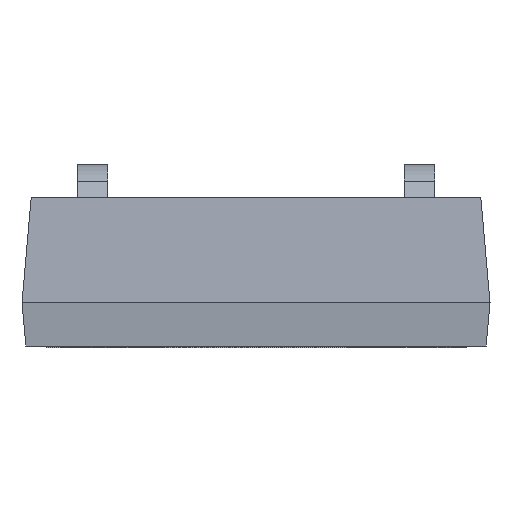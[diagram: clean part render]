
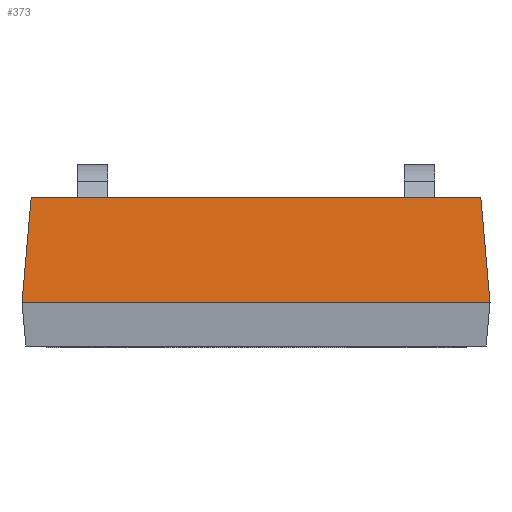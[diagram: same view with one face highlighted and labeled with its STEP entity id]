
A CAD part, left-side view. The second image highlights one B-rep face of the part: STEP entity #373.
In plain terms, the highlighted planar face has unit normal (-0.996, 0, 0.087).
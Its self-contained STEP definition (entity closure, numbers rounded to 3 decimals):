
#373=ADVANCED_FACE('',(#1221),#1223,.T.);
#1221=FACE_BOUND('',#1222,.T.);
#1222=EDGE_LOOP('',(#1924,#1925,#1926,#1927));
#1223=PLANE('',#1224);
#1224=AXIS2_PLACEMENT_3D('',#1225,#1226,#1227);
#1225=CARTESIAN_POINT('',(-5.3,7.8,1.5));
#1226=DIRECTION('',(-0.996,0.,0.087));
#1227=DIRECTION('',(0.,-1.,0.));
#1924=ORIENTED_EDGE('',*,*,#2350,.T.);
#1925=ORIENTED_EDGE('',*,*,#2351,.T.);
#1926=ORIENTED_EDGE('',*,*,#2266,.F.);
#1927=ORIENTED_EDGE('',*,*,#2349,.F.);
#2266=EDGE_CURVE('',#2568,#2570,#2571,.T.);
#2349=EDGE_CURVE('',#2715,#2568,#2721,.T.);
#2350=EDGE_CURVE('',#2715,#2660,#2722,.T.);
#2351=EDGE_CURVE('',#2660,#2570,#2723,.T.);
#2568=VERTEX_POINT('',#3139);
#2570=VERTEX_POINT('',#3143);
#2571=LINE('',#3144,#3145);
#2660=VERTEX_POINT('',#3346);
#2715=VERTEX_POINT('',#3459);
#2721=LINE('',#3480,#3481);
#2722=LINE('',#3483,#3484);
#2723=LINE('',#3486,#3487);
#3139=CARTESIAN_POINT('',(-4.994,7.494,5.));
#3143=CARTESIAN_POINT('',(-4.994,-7.494,5.));
#3144=CARTESIAN_POINT('',(-4.994,7.494,5.));
#3145=VECTOR('',#3146,1.);
#3146=DIRECTION('',(0.,-1.,0.));
#3346=CARTESIAN_POINT('',(-5.3,-7.8,1.5));
#3459=CARTESIAN_POINT('',(-5.3,7.8,1.5));
#3480=CARTESIAN_POINT('',(-5.3,7.8,1.5));
#3481=VECTOR('',#3482,1.);
#3482=DIRECTION('',(0.087,-0.087,0.992));
#3483=CARTESIAN_POINT('',(-5.3,7.8,1.5));
#3484=VECTOR('',#3485,1.);
#3485=DIRECTION('',(0.,-1.,0.));
#3486=CARTESIAN_POINT('',(-5.3,-7.8,1.5));
#3487=VECTOR('',#3488,1.);
#3488=DIRECTION('',(0.087,0.087,0.992));
